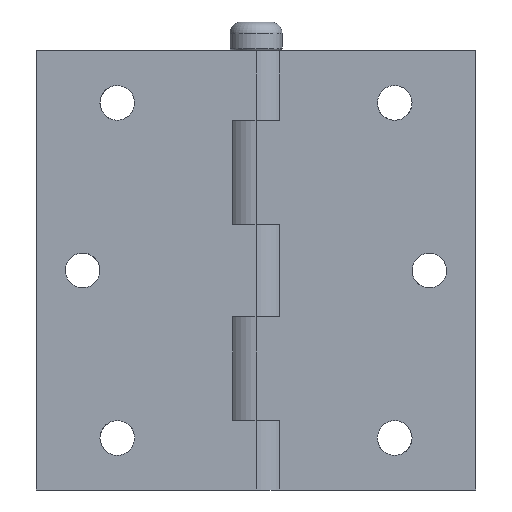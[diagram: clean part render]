
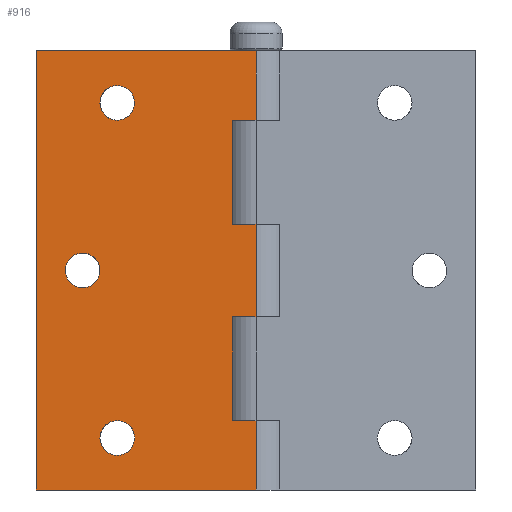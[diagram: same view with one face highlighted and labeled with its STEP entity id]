
A CAD part, front view. The second image highlights one B-rep face of the part: STEP entity #916.
In plain terms, the highlighted planar face has unit normal (0, -1, 0).
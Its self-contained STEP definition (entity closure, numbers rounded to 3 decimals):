
#40=ELLIPSE('',#1070,3.,3.);
#41=ELLIPSE('',#1071,3.,3.);
#42=ELLIPSE('',#1072,3.,3.);
#73=FACE_BOUND('',#201,.T.);
#74=FACE_BOUND('',#202,.T.);
#75=FACE_BOUND('',#203,.T.);
#99=PLANE('',#1069);
#136=FACE_OUTER_BOUND('',#200,.T.);
#200=EDGE_LOOP('',(#762,#763,#764,#765,#766,#767,#768,#769,#770,#771,#772,
#773));
#201=EDGE_LOOP('',(#774));
#202=EDGE_LOOP('',(#775));
#203=EDGE_LOOP('',(#776));
#274=LINE('',#1543,#347);
#277=LINE('',#1550,#350);
#278=LINE('',#1556,#351);
#279=LINE('',#1561,#352);
#281=LINE('',#1567,#354);
#282=LINE('',#1569,#355);
#283=LINE('',#1571,#356);
#284=LINE('',#1573,#357);
#285=LINE('',#1575,#358);
#286=LINE('',#1577,#359);
#287=LINE('',#1579,#360);
#288=LINE('',#1580,#361);
#347=VECTOR('',#1255,10.);
#350=VECTOR('',#1262,10.);
#351=VECTOR('',#1269,10.);
#352=VECTOR('',#1274,10.);
#354=VECTOR('',#1280,10.);
#355=VECTOR('',#1281,10.);
#356=VECTOR('',#1282,10.);
#357=VECTOR('',#1283,10.);
#358=VECTOR('',#1284,10.);
#359=VECTOR('',#1285,10.);
#360=VECTOR('',#1286,10.);
#361=VECTOR('',#1287,10.);
#466=VERTEX_POINT('',#1540);
#467=VERTEX_POINT('',#1542);
#469=VERTEX_POINT('',#1548);
#471=VERTEX_POINT('',#1554);
#473=VERTEX_POINT('',#1560);
#475=VERTEX_POINT('',#1566);
#476=VERTEX_POINT('',#1568);
#477=VERTEX_POINT('',#1570);
#478=VERTEX_POINT('',#1572);
#479=VERTEX_POINT('',#1574);
#480=VERTEX_POINT('',#1576);
#481=VERTEX_POINT('',#1578);
#482=VERTEX_POINT('',#1581);
#483=VERTEX_POINT('',#1583);
#484=VERTEX_POINT('',#1585);
#566=EDGE_CURVE('',#467,#466,#274,.T.);
#570=EDGE_CURVE('',#466,#469,#277,.T.);
#573=EDGE_CURVE('',#471,#467,#278,.T.);
#575=EDGE_CURVE('',#471,#473,#279,.T.);
#578=EDGE_CURVE('',#475,#469,#281,.T.);
#579=EDGE_CURVE('',#475,#476,#282,.T.);
#580=EDGE_CURVE('',#476,#477,#283,.T.);
#581=EDGE_CURVE('',#478,#477,#284,.T.);
#582=EDGE_CURVE('',#479,#478,#285,.T.);
#583=EDGE_CURVE('',#479,#480,#286,.T.);
#584=EDGE_CURVE('',#480,#481,#287,.T.);
#585=EDGE_CURVE('',#481,#473,#288,.T.);
#586=EDGE_CURVE('',#482,#482,#40,.T.);
#587=EDGE_CURVE('',#483,#483,#41,.T.);
#588=EDGE_CURVE('',#484,#484,#42,.T.);
#762=ORIENTED_EDGE('',*,*,#573,.T.);
#763=ORIENTED_EDGE('',*,*,#566,.T.);
#764=ORIENTED_EDGE('',*,*,#570,.T.);
#765=ORIENTED_EDGE('',*,*,#578,.F.);
#766=ORIENTED_EDGE('',*,*,#579,.T.);
#767=ORIENTED_EDGE('',*,*,#580,.T.);
#768=ORIENTED_EDGE('',*,*,#581,.F.);
#769=ORIENTED_EDGE('',*,*,#582,.F.);
#770=ORIENTED_EDGE('',*,*,#583,.T.);
#771=ORIENTED_EDGE('',*,*,#584,.T.);
#772=ORIENTED_EDGE('',*,*,#585,.T.);
#773=ORIENTED_EDGE('',*,*,#575,.F.);
#774=ORIENTED_EDGE('',*,*,#586,.T.);
#775=ORIENTED_EDGE('',*,*,#587,.T.);
#776=ORIENTED_EDGE('',*,*,#588,.T.);
#916=ADVANCED_FACE('',(#136,#73,#74,#75),#99,.T.);
#1069=AXIS2_PLACEMENT_3D('',#1565,#1278,#1279);
#1070=AXIS2_PLACEMENT_3D('',#1582,#1288,#1289);
#1071=AXIS2_PLACEMENT_3D('',#1584,#1290,#1291);
#1072=AXIS2_PLACEMENT_3D('',#1586,#1292,#1293);
#1255=DIRECTION('',(0.,0.,-1.));
#1262=DIRECTION('',(-1.,0.,0.));
#1269=DIRECTION('',(1.,0.,0.));
#1274=DIRECTION('',(0.,0.,1.));
#1278=DIRECTION('center_axis',(0.,-1.,0.));
#1279=DIRECTION('ref_axis',(1.,0.,0.));
#1280=DIRECTION('',(0.,0.,1.));
#1281=DIRECTION('',(1.,0.,0.));
#1282=DIRECTION('',(0.,0.,1.));
#1283=DIRECTION('',(1.,0.,0.));
#1284=DIRECTION('',(0.,0.,1.));
#1285=DIRECTION('',(1.,0.,0.));
#1286=DIRECTION('',(0.,0.,-1.));
#1287=DIRECTION('',(-1.,0.,0.));
#1288=DIRECTION('center_axis',(0.,1.,0.));
#1289=DIRECTION('ref_axis',(1.,0.,0.));
#1290=DIRECTION('center_axis',(0.,1.,0.));
#1291=DIRECTION('ref_axis',(1.,0.,0.));
#1292=DIRECTION('center_axis',(0.,1.,0.));
#1293=DIRECTION('ref_axis',(1.,0.,0.));
#1540=CARTESIAN_POINT('',(4.,-5.25,12.));
#1542=CARTESIAN_POINT('',(4.,-5.25,30.));
#1543=CARTESIAN_POINT('',(4.,-5.25,6.));
#1548=CARTESIAN_POINT('',(0.,-5.25,12.));
#1550=CARTESIAN_POINT('',(0.,-5.25,12.));
#1554=CARTESIAN_POINT('',(0.,-5.25,30.));
#1556=CARTESIAN_POINT('',(0.,-5.25,30.));
#1560=CARTESIAN_POINT('',(0.,-5.25,46.));
#1561=CARTESIAN_POINT('',(0.,-5.25,0.));
#1565=CARTESIAN_POINT('Origin',(0.,-5.25,0.));
#1566=CARTESIAN_POINT('',(0.,-5.25,0.));
#1567=CARTESIAN_POINT('',(0.,-5.25,0.));
#1568=CARTESIAN_POINT('',(38.,-5.25,0.));
#1569=CARTESIAN_POINT('',(0.,-5.25,0.));
#1570=CARTESIAN_POINT('',(38.,-5.25,76.));
#1571=CARTESIAN_POINT('',(38.,-5.25,0.));
#1572=CARTESIAN_POINT('',(0.,-5.25,76.));
#1573=CARTESIAN_POINT('',(0.,-5.25,76.));
#1574=CARTESIAN_POINT('',(0.,-5.25,64.));
#1575=CARTESIAN_POINT('',(0.,-5.25,0.));
#1576=CARTESIAN_POINT('',(4.,-5.25,64.));
#1577=CARTESIAN_POINT('',(0.,-5.25,64.));
#1578=CARTESIAN_POINT('',(4.,-5.25,46.));
#1579=CARTESIAN_POINT('',(4.,-5.25,32.));
#1580=CARTESIAN_POINT('',(0.,-5.25,46.));
#1581=CARTESIAN_POINT('',(21.009,-5.25,67.));
#1582=CARTESIAN_POINT('Origin',(24.009,-5.25,67.));
#1583=CARTESIAN_POINT('',(27.009,-5.25,38.));
#1584=CARTESIAN_POINT('Origin',(30.009,-5.25,38.));
#1585=CARTESIAN_POINT('',(21.009,-5.25,9.));
#1586=CARTESIAN_POINT('Origin',(24.009,-5.25,9.));
